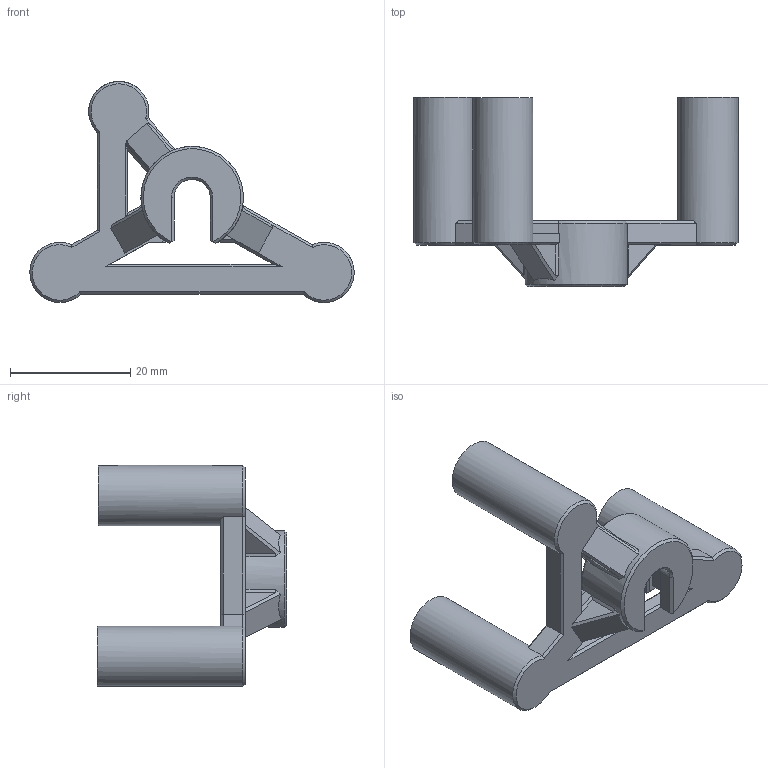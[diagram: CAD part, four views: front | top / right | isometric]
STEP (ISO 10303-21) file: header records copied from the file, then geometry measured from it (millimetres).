
FILE_DESCRIPTION(/* description */ ('STEP AP242','CAx-IF Rec.Pracs.---Representation and Presentation of Product Manufacturing Information (PMI)---4.0---2014-10-13','CAx-IF Rec.Pracs.---3D Tessellated Geometry---0.4---2014-09-14','2;1'),/* implementation_level */ '2;1');
FILE_NAME(/* name */ '6306e90827e2193ee5fced2a',/* time_stamp */ '2022-08-25T03:14:16+00:00',/* author */ (''),/* organization */ (''),/* preprocessor_version */ 'ST-DEVELOPER v18.102',/* originating_system */ ' ',/* authorisation */ ' ');
FILE_SCHEMA (('AP242_MANAGED_MODEL_BASED_3D_ENGINEERING_MIM_LF { 1 0 10303 442 1 1 4 }'));
Length unit declared in the file: metre
Products named in the file (1): Rotator
Bounding box: 53.84 x 31.4 x 36.71 mm (x, y, z)
Volume: 8256.5 mm3; surface area: 5400.9 mm2
Topology: 1 solids, 4 shells, 136 faces, 346 edges, 218 vertices
Faces by surface type: plane 108, cone 14, cylinder 14
Full cylindrical faces by diameter (mm): 4.7 x3, 10 x3
Entity records: 3985 total; most frequent: DIRECTION 699, CARTESIAN_POINT 685, ORIENTED_EDGE 660, EDGE_CURVE 330, AXIS2_PLACEMENT_3D 234, LINE 231, VECTOR 231, VERTEX_POINT 212
